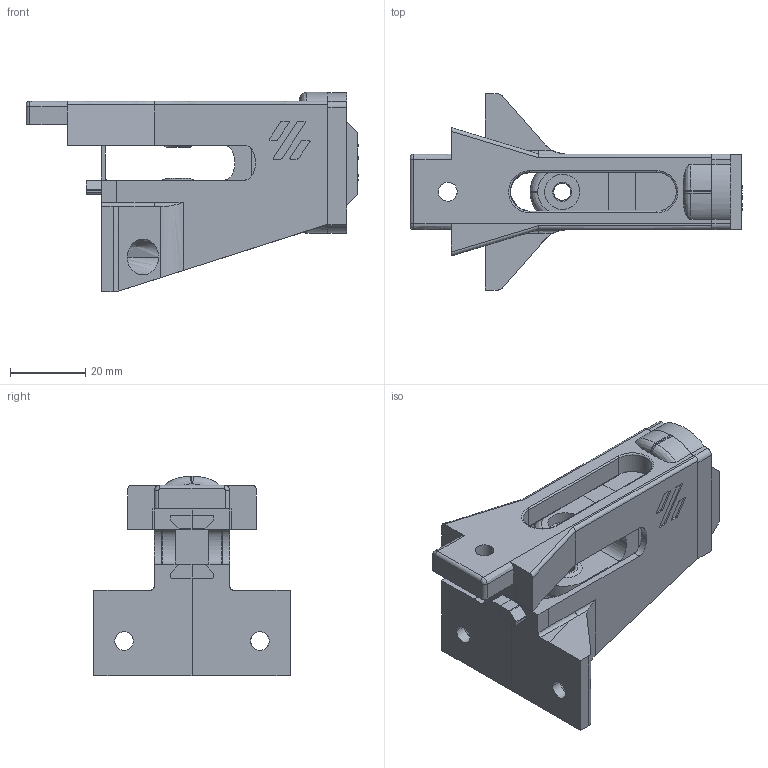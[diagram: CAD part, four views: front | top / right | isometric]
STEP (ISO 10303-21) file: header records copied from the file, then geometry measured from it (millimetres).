
FILE_DESCRIPTION(/* description */ (''),/* implementation_level */ '2;1');
FILE_NAME(/* name */ 'SW_Y_B~1',/* time_stamp */ '2021-09-20T00:57:56+03:00',/* author */ (''),/* organization */ (''),/* preprocessor_version */ 'ST-DEVELOPER v16.5',/* originating_system */ '',/* authorisation */ '');
FILE_SCHEMA (('AUTOMOTIVE_DESIGN'));
Length unit declared in the file: millimetre
Products named in the file (1): Document
Bounding box: 88 x 52 x 52.87 mm (x, y, z)
Volume: 13186.9 mm3; surface area: 22971.7 mm2
Topology: 2 solids, 3 shells, 354 faces, 892 edges, 556 vertices
Faces by surface type: bspline 208, plane 146
Entity records: 13030 total; most frequent: CARTESIAN_POINT 7773, ORIENTED_EDGE 1766, EDGE_CURVE 890, VERTEX_POINT 552, B_SPLINE_CURVE_WITH_KNOTS 405, EDGE_LOOP 390, ADVANCED_FACE 354, FACE_OUTER_BOUND 354
